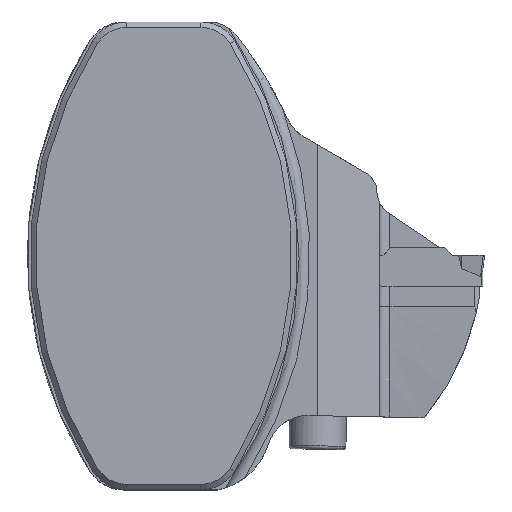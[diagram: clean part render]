
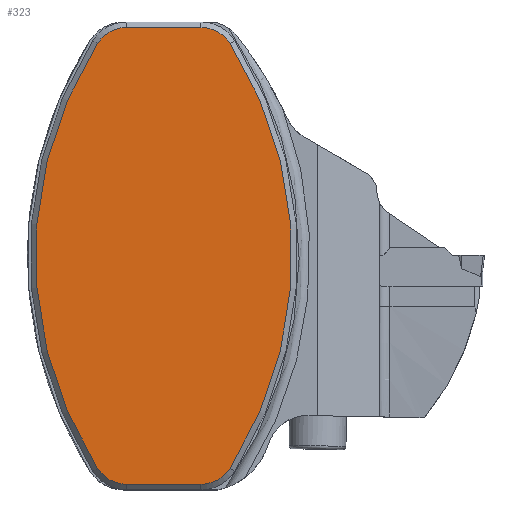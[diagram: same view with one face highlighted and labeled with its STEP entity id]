
A CAD part, top view. The second image highlights one B-rep face of the part: STEP entity #323.
In plain terms, the highlighted planar face has unit normal (0, 0, 1).
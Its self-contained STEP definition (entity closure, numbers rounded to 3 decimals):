
#204=CIRCLE('',#2045,59.175);
#205=CIRCLE('',#2046,5.175);
#206=CIRCLE('',#2047,5.175);
#207=CIRCLE('',#2048,59.175);
#208=CIRCLE('',#2049,5.175);
#209=CIRCLE('',#2050,5.175);
#323=ADVANCED_FACE('',(#475),#417,.T.);
#417=PLANE('',#2051);
#475=FACE_OUTER_BOUND('',#574,.T.);
#574=EDGE_LOOP('',(#810,#811,#812,#813,#814,#815,#816,#817));
#810=ORIENTED_EDGE('',*,*,#1491,.T.);
#811=ORIENTED_EDGE('',*,*,#1492,.T.);
#812=ORIENTED_EDGE('',*,*,#1493,.T.);
#813=ORIENTED_EDGE('',*,*,#1494,.T.);
#814=ORIENTED_EDGE('',*,*,#1495,.T.);
#815=ORIENTED_EDGE('',*,*,#1496,.T.);
#816=ORIENTED_EDGE('',*,*,#1497,.T.);
#817=ORIENTED_EDGE('',*,*,#1498,.T.);
#1289=VERTEX_POINT('',#3089);
#1290=VERTEX_POINT('',#3090);
#1291=VERTEX_POINT('',#3092);
#1292=VERTEX_POINT('',#3094);
#1293=VERTEX_POINT('',#3096);
#1294=VERTEX_POINT('',#3098);
#1295=VERTEX_POINT('',#3100);
#1296=VERTEX_POINT('',#3102);
#1491=EDGE_CURVE('',#1289,#1290,#204,.T.);
#1492=EDGE_CURVE('',#1290,#1291,#205,.T.);
#1493=EDGE_CURVE('',#1291,#1292,#1694,.T.);
#1494=EDGE_CURVE('',#1292,#1293,#206,.T.);
#1495=EDGE_CURVE('',#1293,#1294,#207,.T.);
#1496=EDGE_CURVE('',#1294,#1295,#208,.T.);
#1497=EDGE_CURVE('',#1295,#1296,#1695,.T.);
#1498=EDGE_CURVE('',#1296,#1289,#209,.T.);
#1694=LINE('',#3093,#1833);
#1695=LINE('',#3101,#1834);
#1833=VECTOR('',#2332,1.);
#1834=VECTOR('',#2339,1.);
#2045=AXIS2_PLACEMENT_3D('',#3088,#2328,#2329);
#2046=AXIS2_PLACEMENT_3D('',#3091,#2330,#2331);
#2047=AXIS2_PLACEMENT_3D('',#3095,#2333,#2334);
#2048=AXIS2_PLACEMENT_3D('',#3097,#2335,#2336);
#2049=AXIS2_PLACEMENT_3D('',#3099,#2337,#2338);
#2050=AXIS2_PLACEMENT_3D('',#3103,#2340,#2341);
#2051=AXIS2_PLACEMENT_3D('',#3104,#2342,#2343);
#2328=DIRECTION('',(0.,0.,1.));
#2329=DIRECTION('',(0.,-1.,0.));
#2330=DIRECTION('',(0.,0.,1.));
#2331=DIRECTION('',(0.,-1.,0.));
#2332=DIRECTION('',(-1.,0.,0.));
#2333=DIRECTION('',(0.,0.,1.));
#2334=DIRECTION('',(0.,-1.,0.));
#2335=DIRECTION('',(0.,0.,1.));
#2336=DIRECTION('',(0.,-1.,0.));
#2337=DIRECTION('',(0.,0.,1.));
#2338=DIRECTION('',(0.,-1.,0.));
#2339=DIRECTION('',(1.,0.,0.));
#2340=DIRECTION('',(0.,0.,1.));
#2341=DIRECTION('',(0.,-1.,0.));
#2342=DIRECTION('',(0.,0.,1.));
#2343=DIRECTION('',(0.,1.,0.));
#3088=CARTESIAN_POINT('',(-40.,0.,0.325));
#3089=CARTESIAN_POINT('',(9.918,-31.779,0.325));
#3090=CARTESIAN_POINT('',(9.918,31.779,0.325));
#3091=CARTESIAN_POINT('',(5.552,29.,0.325));
#3092=CARTESIAN_POINT('',(5.552,34.175,0.325));
#3093=CARTESIAN_POINT('',(0.,34.175,0.325));
#3094=CARTESIAN_POINT('',(-5.552,34.175,0.325));
#3095=CARTESIAN_POINT('',(-5.552,29.,0.325));
#3096=CARTESIAN_POINT('',(-9.918,31.779,0.325));
#3097=CARTESIAN_POINT('',(40.,0.,0.325));
#3098=CARTESIAN_POINT('',(-9.918,-31.779,0.325));
#3099=CARTESIAN_POINT('',(-5.552,-29.,0.325));
#3100=CARTESIAN_POINT('',(-5.552,-34.175,0.325));
#3101=CARTESIAN_POINT('',(0.,-34.175,0.325));
#3102=CARTESIAN_POINT('',(5.552,-34.175,0.325));
#3103=CARTESIAN_POINT('',(5.552,-29.,0.325));
#3104=CARTESIAN_POINT('',(0.,0.,0.325));
